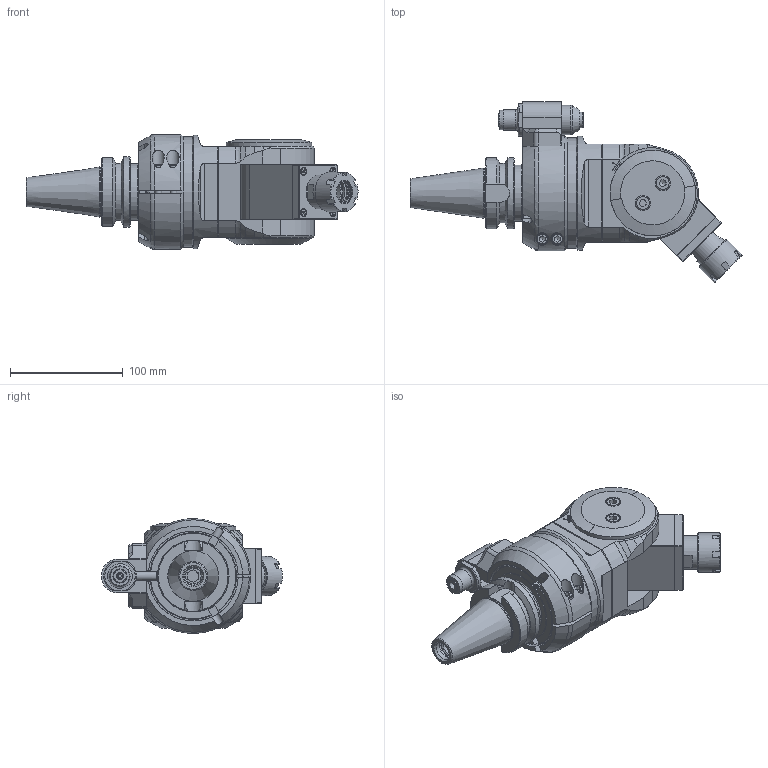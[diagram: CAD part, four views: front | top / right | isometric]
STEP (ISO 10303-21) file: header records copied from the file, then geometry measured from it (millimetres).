
FILE_DESCRIPTION(/* description */ (''),/* implementation_level */ '2;1');
FILE_NAME(/* name */ '9.FMU.16000-1B40.stp',/* time_stamp */ '2025-08-14T09:48:25-04:00',/* author */ ('jkrenzer'),/* organization */ (''),/* preprocessor_version */ 'ST-DEVELOPER v18.1',/* originating_system */ 'Autodesk Inventor 2022',/* authorisation */ '');
FILE_SCHEMA (('AUTOMOTIVE_DESIGN { 1 0 10303 214 3 1 1 }'));
Products named in the file (3): 9.FMU.16000-1B40; 9_GA1_346_2   (EVO, Type 1, BT40, 65mm); 9_FMU_16000
Assembly tree (2 placements, depth 2):
  9.FMU.16000-1B40
    9_GA1_346_2   (EVO, Type 1, BT40, 65mm)
    9_FMU_16000
Bounding box: 294.76 x 160.41 x 101.99 mm (x, y, z)
Volume: 1263633.7 mm3; surface area: 197808.9 mm2
Topology: 6 solids, 8 shells, 666 faces, 1666 edges, 1080 vertices
Faces by surface type: plane 367, cylinder 141, cone 119, torus 29, bspline 8, sphere 2
Full cylindrical faces by diameter (mm): 2.5 x3, 2.6 x2, 3 x2, 4 x2, 4.2 x4, 5 x2, 6 x4, 6.5 x1, 7 x5, 7.5 x4, 8 x3, 8.5 x2, 10 x4, 10.4 x2, 11 x1, 12 x4, 12.5 x1, 13 x4, 13.5 x3, 14 x2, 17 x1, 17.6 x1, 18 x3, 19 x1, 21 x1, 26 x2, 27 x2, 29 x1, 30 x1, 30.6 x1
Entity records: 50375 total; most frequent: CARTESIAN_POINT 34824, ORIENTED_EDGE 3288, DIRECTION 3146, EDGE_CURVE 1644, AXIS2_PLACEMENT_3D 1166, VERTEX_POINT 1080, LINE 814, VECTOR 814
